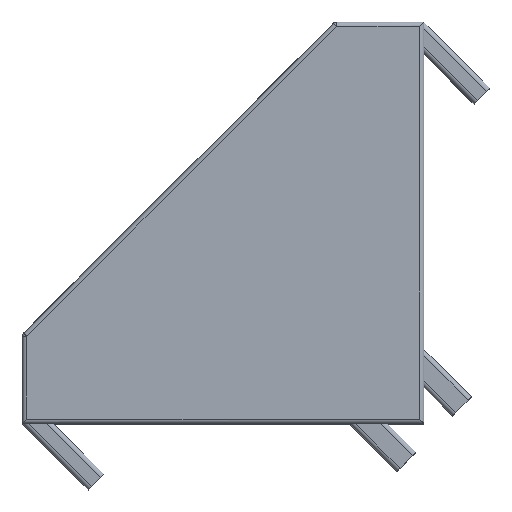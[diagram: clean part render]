
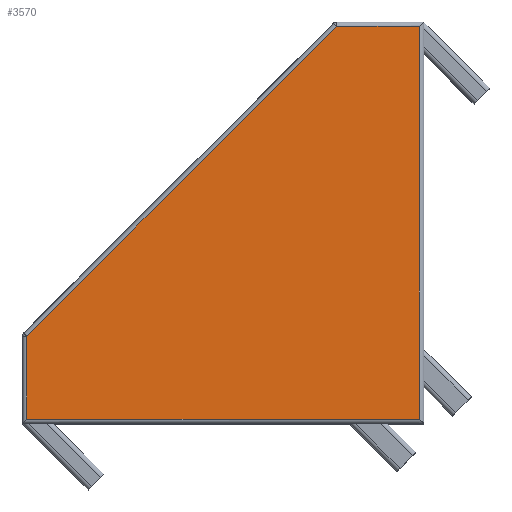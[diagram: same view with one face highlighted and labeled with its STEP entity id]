
A CAD part, top view. The second image highlights one B-rep face of the part: STEP entity #3570.
In plain terms, the highlighted planar face has unit normal (0, 0, 1).
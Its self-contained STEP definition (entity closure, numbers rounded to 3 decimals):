
#41 = FACE_OUTER_BOUND ( 'NONE', #64, .T. ) ;
#64 = EDGE_LOOP ( 'NONE', ( #623, #3722, #1993, #2204, #3059 ) ) ;
#73 = EDGE_CURVE ( 'NONE', #593, #2188, #4413, .T. ) ;
#234 = DIRECTION ( 'NONE',  ( 0., 0., -1. ) ) ;
#304 = EDGE_CURVE ( 'NONE', #4543, #593, #738, .T. ) ;
#576 = DIRECTION ( 'NONE',  ( -0.707, -0.707, 0. ) ) ;
#593 = VERTEX_POINT ( 'NONE', #1230 ) ;
#623 = ORIENTED_EDGE ( 'NONE', *, *, #3578, .T. ) ;
#707 = CARTESIAN_POINT ( 'NONE',  ( -0.2, 0., 9. ) ) ;
#738 = LINE ( 'NONE', #4753, #1885 ) ;
#753 = DIRECTION ( 'NONE',  ( 0., 1., 0. ) ) ;
#785 = LINE ( 'NONE', #1657, #3113 ) ;
#945 = DIRECTION ( 'NONE',  ( 1., 0., 0. ) ) ;
#1230 = CARTESIAN_POINT ( 'NONE',  ( -3.917, 17.8, 9. ) ) ;
#1297 = DIRECTION ( 'NONE',  ( 0., -1., 0. ) ) ;
#1465 = CARTESIAN_POINT ( 'NONE',  ( -17.8, 3.917, 9. ) ) ;
#1497 = CARTESIAN_POINT ( 'NONE',  ( -0.2, 0.2, 9. ) ) ;
#1636 = CARTESIAN_POINT ( 'NONE',  ( -10.859, 10.859, 9. ) ) ;
#1657 = CARTESIAN_POINT ( 'NONE',  ( 0., 0.2, 9. ) ) ;
#1728 = DIRECTION ( 'NONE',  ( -1., 0., 0. ) ) ;
#1885 = VECTOR ( 'NONE', #2917, 1000. ) ;
#1993 = ORIENTED_EDGE ( 'NONE', *, *, #4493, .T. ) ;
#2188 = VERTEX_POINT ( 'NONE', #1465 ) ;
#2204 = ORIENTED_EDGE ( 'NONE', *, *, #304, .T. ) ;
#2428 = CARTESIAN_POINT ( 'NONE',  ( -17.8, 0., 9. ) ) ;
#2917 = DIRECTION ( 'NONE',  ( -1., 0., 0. ) ) ;
#2947 = VECTOR ( 'NONE', #1297, 1000. ) ;
#3059 = ORIENTED_EDGE ( 'NONE', *, *, #73, .T. ) ;
#3095 = CARTESIAN_POINT ( 'NONE',  ( -0.2, 17.8, 9. ) ) ;
#3113 = VECTOR ( 'NONE', #945, 1000. ) ;
#3389 = VERTEX_POINT ( 'NONE', #4443 ) ;
#3528 = EDGE_CURVE ( 'NONE', #3389, #4303, #785, .T. ) ;
#3570 = ADVANCED_FACE ( 'NONE', ( #41 ), #3900, .F. ) ;
#3578 = EDGE_CURVE ( 'NONE', #2188, #3389, #3641, .T. ) ;
#3641 = LINE ( 'NONE', #2428, #2947 ) ;
#3722 = ORIENTED_EDGE ( 'NONE', *, *, #3528, .T. ) ;
#3900 = PLANE ( 'NONE',  #4547 ) ;
#4217 = VECTOR ( 'NONE', #576, 1000. ) ;
#4303 = VERTEX_POINT ( 'NONE', #1497 ) ;
#4318 = VECTOR ( 'NONE', #753, 1000. ) ;
#4413 = LINE ( 'NONE', #1636, #4217 ) ;
#4443 = CARTESIAN_POINT ( 'NONE',  ( -17.8, 0.2, 9. ) ) ;
#4493 = EDGE_CURVE ( 'NONE', #4303, #4543, #4607, .T. ) ;
#4543 = VERTEX_POINT ( 'NONE', #3095 ) ;
#4547 = AXIS2_PLACEMENT_3D ( 'NONE', #4597, #234, #1728 ) ;
#4597 = CARTESIAN_POINT ( 'NONE',  ( 0., 0., 9. ) ) ;
#4607 = LINE ( 'NONE', #707, #4318 ) ;
#4753 = CARTESIAN_POINT ( 'NONE',  ( 0., 17.8, 9. ) ) ;
